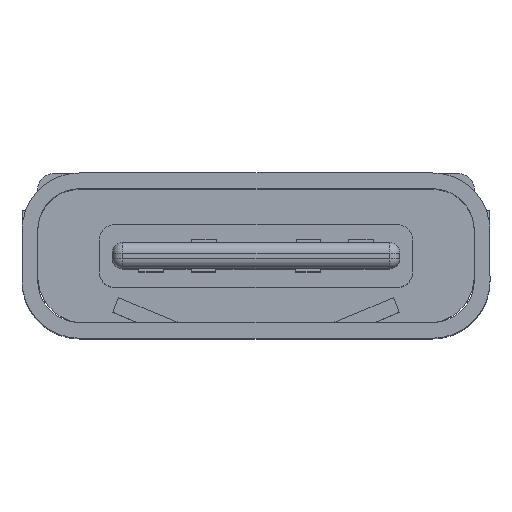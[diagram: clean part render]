
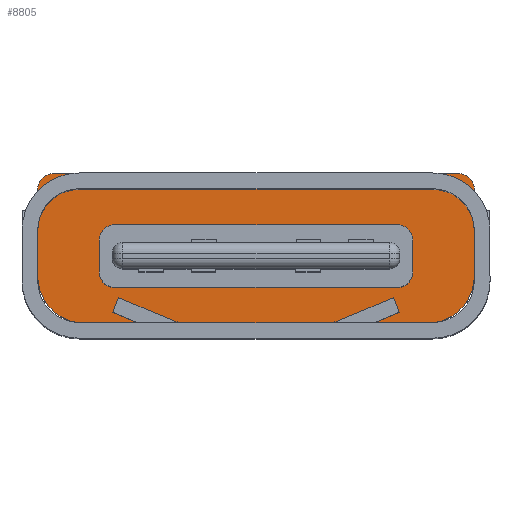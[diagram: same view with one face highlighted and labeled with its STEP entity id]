
A CAD part, top view. The second image highlights one B-rep face of the part: STEP entity #8805.
In plain terms, the highlighted planar face has unit normal (0, 0, 1).
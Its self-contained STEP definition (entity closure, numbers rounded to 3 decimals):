
#127 = AXIS2_PLACEMENT_3D ( 'NONE', #9730, #9848, #13594 ) ;
#421 = ORIENTED_EDGE ( 'NONE', *, *, #18410, .F. ) ;
#493 = EDGE_CURVE ( 'NONE', #12435, #17952, #13872, .T. ) ;
#847 = EDGE_CURVE ( 'NONE', #6701, #1276, #5693, .T. ) ;
#994 = DIRECTION ( 'NONE',  ( -1., 0., 0. ) ) ;
#1203 = VERTEX_POINT ( 'NONE', #14442 ) ;
#1276 = VERTEX_POINT ( 'NONE', #16384 ) ;
#1281 = CIRCLE ( 'NONE', #19659, 0.9 ) ;
#1330 = VERTEX_POINT ( 'NONE', #2642 ) ;
#1549 = EDGE_CURVE ( 'NONE', #16658, #10444, #16581, .T. ) ;
#1663 = PLANE ( 'NONE',  #127 ) ;
#1889 = EDGE_CURVE ( 'NONE', #19768, #1203, #19439, .T. ) ;
#2076 = AXIS2_PLACEMENT_3D ( 'NONE', #2593, #20179, #10832 ) ;
#2087 = ORIENTED_EDGE ( 'NONE', *, *, #9116, .F. ) ;
#2142 = CIRCLE ( 'NONE', #7399, 0.3 ) ;
#2251 = AXIS2_PLACEMENT_3D ( 'NONE', #19387, #3727, #9981 ) ;
#2496 = ORIENTED_EDGE ( 'NONE', *, *, #1889, .F. ) ;
#2526 = EDGE_CURVE ( 'NONE', #3112, #3113, #7038, .T. ) ;
#2593 = CARTESIAN_POINT ( 'NONE',  ( 2.7, -0.3, 1. ) ) ;
#2616 = CIRCLE ( 'NONE', #12039, 0.3 ) ;
#2642 = CARTESIAN_POINT ( 'NONE',  ( -3., -0.3, 1. ) ) ;
#2961 = VERTEX_POINT ( 'NONE', #17302 ) ;
#3112 = VERTEX_POINT ( 'NONE', #19913 ) ;
#3113 = VERTEX_POINT ( 'NONE', #10318 ) ;
#3727 = DIRECTION ( 'NONE',  ( 0., 0., 1. ) ) ;
#4248 = CARTESIAN_POINT ( 'NONE',  ( 2.7, 0.6, 1. ) ) ;
#4354 = CARTESIAN_POINT ( 'NONE',  ( 3.875, 1.58, 1. ) ) ;
#4433 = EDGE_LOOP ( 'NONE', ( #19803, #2496, #11505, #10438, #6499, #13143, #14055, #14214 ) ) ;
#4883 = CARTESIAN_POINT ( 'NONE',  ( -4.175, -0.38, 1. ) ) ;
#4893 = DIRECTION ( 'NONE',  ( -1., 0., 0. ) ) ;
#4959 = VECTOR ( 'NONE', #19130, 1000. ) ;
#5581 = EDGE_CURVE ( 'NONE', #1330, #3112, #2616, .T. ) ;
#5693 = LINE ( 'NONE', #18080, #15843 ) ;
#6071 = DIRECTION ( 'NONE',  ( 0., 0., -1. ) ) ;
#6450 = CARTESIAN_POINT ( 'NONE',  ( 3.275, -0.38, 1. ) ) ;
#6499 = ORIENTED_EDGE ( 'NONE', *, *, #19574, .F. ) ;
#6701 = VERTEX_POINT ( 'NONE', #17255 ) ;
#6761 = CARTESIAN_POINT ( 'NONE',  ( -2.7, -0.3, 1. ) ) ;
#6906 = CARTESIAN_POINT ( 'NONE',  ( 2.7, 0.6, 1. ) ) ;
#7038 = LINE ( 'NONE', #18652, #15386 ) ;
#7060 = CARTESIAN_POINT ( 'NONE',  ( 3., -0.3, 1. ) ) ;
#7243 = DIRECTION ( 'NONE',  ( 0., -1., 0. ) ) ;
#7399 = AXIS2_PLACEMENT_3D ( 'NONE', #7618, #6071, #10688 ) ;
#7618 = CARTESIAN_POINT ( 'NONE',  ( -3.875, 1.28, 1. ) ) ;
#7626 = CARTESIAN_POINT ( 'NONE',  ( -3., 0.3, 1. ) ) ;
#7755 = CARTESIAN_POINT ( 'NONE',  ( -3.875, 1.58, 1. ) ) ;
#7867 = VECTOR ( 'NONE', #994, 1000. ) ;
#8041 = DIRECTION ( 'NONE',  ( 1., 0., 0. ) ) ;
#8248 = AXIS2_PLACEMENT_3D ( 'NONE', #12361, #9119, #17111 ) ;
#8567 = CARTESIAN_POINT ( 'NONE',  ( -2.7, 0.6, 1. ) ) ;
#8689 = LINE ( 'NONE', #7060, #12168 ) ;
#8805 = ADVANCED_FACE ( 'NONE', ( #14150, #18629 ), #1663, .F. ) ;
#8908 = AXIS2_PLACEMENT_3D ( 'NONE', #20218, #18816, #9411 ) ;
#8985 = DIRECTION ( 'NONE',  ( 1., 0., 0. ) ) ;
#9116 = EDGE_CURVE ( 'NONE', #3113, #17787, #12633, .T. ) ;
#9119 = DIRECTION ( 'NONE',  ( 0., 0., 1. ) ) ;
#9411 = DIRECTION ( 'NONE',  ( -1., 0., 0. ) ) ;
#9622 = DIRECTION ( 'NONE',  ( 0., 0., -1. ) ) ;
#9691 = LINE ( 'NONE', #4883, #19554 ) ;
#9707 = ORIENTED_EDGE ( 'NONE', *, *, #493, .F. ) ;
#9730 = CARTESIAN_POINT ( 'NONE',  ( -3.275, -0.38, 1. ) ) ;
#9848 = DIRECTION ( 'NONE',  ( 0., 0., -1. ) ) ;
#9981 = DIRECTION ( 'NONE',  ( -1., 0., 0. ) ) ;
#10029 = CARTESIAN_POINT ( 'NONE',  ( 3.275, -1.28, 1. ) ) ;
#10164 = EDGE_CURVE ( 'NONE', #1203, #2961, #1281, .T. ) ;
#10225 = ORIENTED_EDGE ( 'NONE', *, *, #17778, .F. ) ;
#10318 = CARTESIAN_POINT ( 'NONE',  ( 2.7, -0.6, 1. ) ) ;
#10434 = ORIENTED_EDGE ( 'NONE', *, *, #5581, .F. ) ;
#10438 = ORIENTED_EDGE ( 'NONE', *, *, #847, .F. ) ;
#10444 = VERTEX_POINT ( 'NONE', #11234 ) ;
#10688 = DIRECTION ( 'NONE',  ( -1., 0., 0. ) ) ;
#10826 = AXIS2_PLACEMENT_3D ( 'NONE', #6450, #9622, #4893 ) ;
#10832 = DIRECTION ( 'NONE',  ( -1., 0., 0. ) ) ;
#10858 = CARTESIAN_POINT ( 'NONE',  ( 3.275, -1.28, 1. ) ) ;
#11138 = CIRCLE ( 'NONE', #2251, 0.3 ) ;
#11234 = CARTESIAN_POINT ( 'NONE',  ( 3.875, 1.58, 1. ) ) ;
#11419 = ORIENTED_EDGE ( 'NONE', *, *, #18377, .F. ) ;
#11505 = ORIENTED_EDGE ( 'NONE', *, *, #18238, .F. ) ;
#11756 = CARTESIAN_POINT ( 'NONE',  ( -4.175, 1.28, 1. ) ) ;
#12039 = AXIS2_PLACEMENT_3D ( 'NONE', #6761, #19520, #13088 ) ;
#12137 = CARTESIAN_POINT ( 'NONE',  ( 3., 0.3, 1. ) ) ;
#12168 = VECTOR ( 'NONE', #18185, 1000. ) ;
#12308 = DIRECTION ( 'NONE',  ( 1., 0., 0. ) ) ;
#12361 = CARTESIAN_POINT ( 'NONE',  ( -2.7, 0.3, 1. ) ) ;
#12435 = VERTEX_POINT ( 'NONE', #8567 ) ;
#12439 = VERTEX_POINT ( 'NONE', #11756 ) ;
#12633 = CIRCLE ( 'NONE', #2076, 0.3 ) ;
#12943 = CARTESIAN_POINT ( 'NONE',  ( -3.275, -0.38, 1. ) ) ;
#13088 = DIRECTION ( 'NONE',  ( 1., 0., 0. ) ) ;
#13143 = ORIENTED_EDGE ( 'NONE', *, *, #1549, .F. ) ;
#13460 = ORIENTED_EDGE ( 'NONE', *, *, #2526, .F. ) ;
#13594 = DIRECTION ( 'NONE',  ( 1., 0., 0. ) ) ;
#13872 = CIRCLE ( 'NONE', #8248, 0.3 ) ;
#14055 = ORIENTED_EDGE ( 'NONE', *, *, #15295, .F. ) ;
#14150 = FACE_OUTER_BOUND ( 'NONE', #4433, .T. ) ;
#14214 = ORIENTED_EDGE ( 'NONE', *, *, #15202, .F. ) ;
#14442 = CARTESIAN_POINT ( 'NONE',  ( -3.275, -1.28, 1. ) ) ;
#14524 = DIRECTION ( 'NONE',  ( 0., 1., 0. ) ) ;
#14660 = EDGE_LOOP ( 'NONE', ( #10434, #14770, #9707, #421, #10225, #11419, #2087, #13460 ) ) ;
#14770 = ORIENTED_EDGE ( 'NONE', *, *, #20327, .F. ) ;
#15202 = EDGE_CURVE ( 'NONE', #2961, #12439, #9691, .T. ) ;
#15295 = EDGE_CURVE ( 'NONE', #12439, #16658, #2142, .T. ) ;
#15386 = VECTOR ( 'NONE', #12308, 1000. ) ;
#15843 = VECTOR ( 'NONE', #7243, 1000. ) ;
#15976 = LINE ( 'NONE', #17213, #4959 ) ;
#16290 = DIRECTION ( 'NONE',  ( -1., 0., 0. ) ) ;
#16384 = CARTESIAN_POINT ( 'NONE',  ( 4.175, -0.38, 1. ) ) ;
#16581 = LINE ( 'NONE', #4354, #18585 ) ;
#16658 = VERTEX_POINT ( 'NONE', #7755 ) ;
#17077 = VERTEX_POINT ( 'NONE', #6906 ) ;
#17111 = DIRECTION ( 'NONE',  ( -1., 0., 0. ) ) ;
#17177 = CIRCLE ( 'NONE', #8908, 0.3 ) ;
#17213 = CARTESIAN_POINT ( 'NONE',  ( -3., -0.3, 1. ) ) ;
#17255 = CARTESIAN_POINT ( 'NONE',  ( 4.175, 1.28, 1. ) ) ;
#17302 = CARTESIAN_POINT ( 'NONE',  ( -4.175, -0.38, 1. ) ) ;
#17653 = DIRECTION ( 'NONE',  ( 0., 0., -1. ) ) ;
#17778 = EDGE_CURVE ( 'NONE', #18021, #17077, #11138, .T. ) ;
#17787 = VERTEX_POINT ( 'NONE', #18459 ) ;
#17952 = VERTEX_POINT ( 'NONE', #7626 ) ;
#18021 = VERTEX_POINT ( 'NONE', #12137 ) ;
#18025 = VECTOR ( 'NONE', #16290, 1000. ) ;
#18080 = CARTESIAN_POINT ( 'NONE',  ( 4.175, -0.38, 1. ) ) ;
#18185 = DIRECTION ( 'NONE',  ( 0., 1., 0. ) ) ;
#18238 = EDGE_CURVE ( 'NONE', #1276, #19768, #19698, .T. ) ;
#18272 = LINE ( 'NONE', #4248, #7867 ) ;
#18377 = EDGE_CURVE ( 'NONE', #17787, #18021, #8689, .T. ) ;
#18410 = EDGE_CURVE ( 'NONE', #17077, #12435, #18272, .T. ) ;
#18459 = CARTESIAN_POINT ( 'NONE',  ( 3., -0.3, 1. ) ) ;
#18585 = VECTOR ( 'NONE', #8985, 1000. ) ;
#18629 = FACE_BOUND ( 'NONE', #14660, .T. ) ;
#18652 = CARTESIAN_POINT ( 'NONE',  ( 2.7, -0.6, 1. ) ) ;
#18816 = DIRECTION ( 'NONE',  ( 0., 0., -1. ) ) ;
#19130 = DIRECTION ( 'NONE',  ( 0., -1., 0. ) ) ;
#19387 = CARTESIAN_POINT ( 'NONE',  ( 2.7, 0.3, 1. ) ) ;
#19439 = LINE ( 'NONE', #10029, #18025 ) ;
#19520 = DIRECTION ( 'NONE',  ( 0., 0., 1. ) ) ;
#19554 = VECTOR ( 'NONE', #14524, 1000. ) ;
#19574 = EDGE_CURVE ( 'NONE', #10444, #6701, #17177, .T. ) ;
#19659 = AXIS2_PLACEMENT_3D ( 'NONE', #12943, #17653, #8041 ) ;
#19698 = CIRCLE ( 'NONE', #10826, 0.9 ) ;
#19768 = VERTEX_POINT ( 'NONE', #10858 ) ;
#19803 = ORIENTED_EDGE ( 'NONE', *, *, #10164, .F. ) ;
#19913 = CARTESIAN_POINT ( 'NONE',  ( -2.7, -0.6, 1. ) ) ;
#20179 = DIRECTION ( 'NONE',  ( 0., 0., 1. ) ) ;
#20218 = CARTESIAN_POINT ( 'NONE',  ( 3.875, 1.28, 1. ) ) ;
#20327 = EDGE_CURVE ( 'NONE', #17952, #1330, #15976, .T. ) ;
